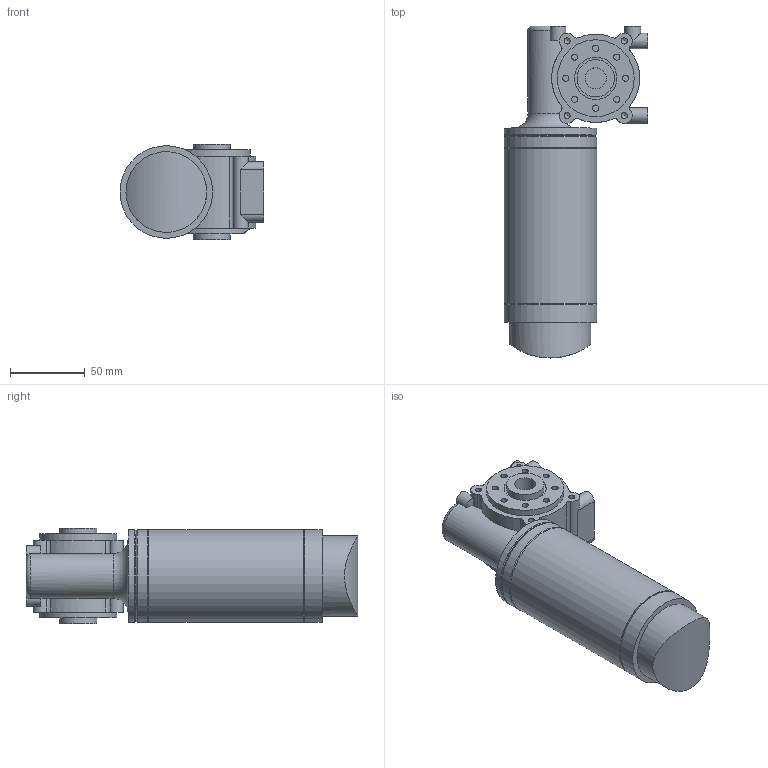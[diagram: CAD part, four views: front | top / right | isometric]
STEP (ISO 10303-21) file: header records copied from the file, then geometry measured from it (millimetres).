
FILE_DESCRIPTION(/* description */ (''),/* implementation_level */ '2;1');
FILE_NAME(/* name */ 'Kormas 5603063240065 GearMotor Body_.step',/* time_stamp */ '2023-07-20T06:21:24-04:00',/* author */ (''),/* organization */ (''),/* preprocessor_version */ 'ST-DEVELOPER v19.2',/* originating_system */ 'Autodesk Translation Framework v12.6.0.85',/* authorisation */ '');
FILE_SCHEMA (('AUTOMOTIVE_DESIGN { 1 0 10303 214 3 1 1 }'));
Length unit declared in the file: millimetre
Products named in the file (1): Kormas 5603063240065 GearMotor Body
Bounding box: 96.4 x 222.25 x 63.8 mm (x, y, z)
Volume: 644307.2 mm3; surface area: 86229.1 mm2
Topology: 5 solids, 5 shells, 137 faces, 303 edges, 198 vertices
Faces by surface type: cylinder 71, plane 48, cone 16, torus 2
Full cylindrical faces by diameter (mm): 3.242 x8, 4.134 x4, 4.2 x16, 14 x1, 24.9 x1, 25 x1, 28.3 x1, 51.5 x1, 51.7 x1, 54 x1, 62 x4
Entity records: 4094 total; most frequent: CARTESIAN_POINT 948, DIRECTION 688, ORIENTED_EDGE 582, EDGE_CURVE 291, AXIS2_PLACEMENT_3D 287, VERTEX_POINT 198, EDGE_LOOP 171, FACE_OUTER_BOUND 137
